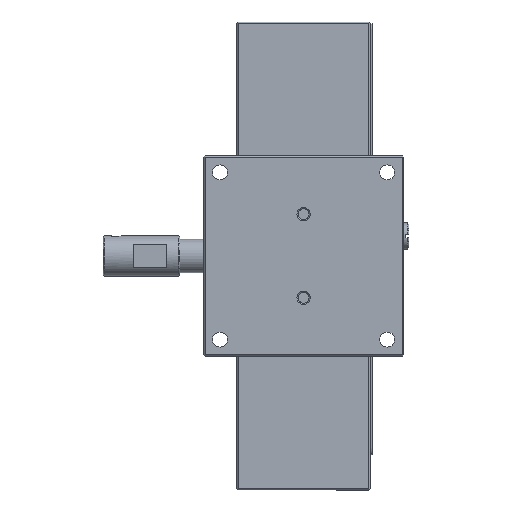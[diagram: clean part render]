
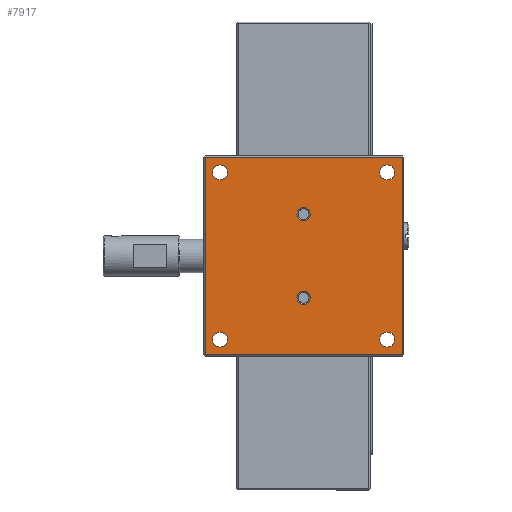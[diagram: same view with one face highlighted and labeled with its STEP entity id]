
A CAD part, front view. The second image highlights one B-rep face of the part: STEP entity #7917.
In plain terms, the highlighted planar face has unit normal (0, -1, 0).
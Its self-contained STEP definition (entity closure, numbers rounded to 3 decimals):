
#9 = EDGE_CURVE ( 'NONE', #7635, #7635, #548, .T. ) ;
#31 = ORIENTED_EDGE ( 'NONE', *, *, #9, .F. ) ;
#34 = ORIENTED_EDGE ( 'NONE', *, *, #2002, .F. ) ;
#240 = DIRECTION ( 'NONE',  ( 0., -1., 0. ) ) ;
#270 = CIRCLE ( 'NONE', #2748, 2.25 ) ;
#291 = CARTESIAN_POINT ( 'NONE',  ( -25., -8., -25. ) ) ;
#376 = DIRECTION ( 'NONE',  ( 0., 0., -1. ) ) ;
#396 = CIRCLE ( 'NONE', #4749, 2. ) ;
#432 = VERTEX_POINT ( 'NONE', #5967 ) ;
#523 = CARTESIAN_POINT ( 'NONE',  ( 29.5, -8., 29.5 ) ) ;
#548 = CIRCLE ( 'NONE', #1855, 2. ) ;
#670 = FACE_BOUND ( 'NONE', #2550, .T. ) ;
#713 = DIRECTION ( 'NONE',  ( 0., 0., -1. ) ) ;
#769 = ORIENTED_EDGE ( 'NONE', *, *, #5726, .F. ) ;
#952 = DIRECTION ( 'NONE',  ( 0., 0., -1. ) ) ;
#957 = VERTEX_POINT ( 'NONE', #5007 ) ;
#1043 = DIRECTION ( 'NONE',  ( 0., -1., 0. ) ) ;
#1198 = EDGE_LOOP ( 'NONE', ( #34 ) ) ;
#1232 = DIRECTION ( 'NONE',  ( 0., 0., -1. ) ) ;
#1237 = ORIENTED_EDGE ( 'NONE', *, *, #1379, .F. ) ;
#1342 = EDGE_CURVE ( 'NONE', #432, #5622, #5539, .T. ) ;
#1379 = EDGE_CURVE ( 'NONE', #957, #957, #8149, .T. ) ;
#1456 = VERTEX_POINT ( 'NONE', #4225 ) ;
#1532 = EDGE_LOOP ( 'NONE', ( #1237 ) ) ;
#1626 = VECTOR ( 'NONE', #6123, 1000. ) ;
#1689 = VERTEX_POINT ( 'NONE', #2324 ) ;
#1737 = CARTESIAN_POINT ( 'NONE',  ( -29.5, -8., -29.5 ) ) ;
#1742 = EDGE_CURVE ( 'NONE', #5622, #4252, #8656, .T. ) ;
#1783 = LINE ( 'NONE', #5052, #8117 ) ;
#1808 = ORIENTED_EDGE ( 'NONE', *, *, #8745, .F. ) ;
#1817 = EDGE_LOOP ( 'NONE', ( #769, #3746, #2303, #6439 ) ) ;
#1852 = DIRECTION ( 'NONE',  ( 0., 0., 1. ) ) ;
#1855 = AXIS2_PLACEMENT_3D ( 'NONE', #8714, #1043, #952 ) ;
#2002 = EDGE_CURVE ( 'NONE', #1689, #1689, #396, .T. ) ;
#2021 = CARTESIAN_POINT ( 'NONE',  ( 29.5, -8., 0. ) ) ;
#2044 = DIRECTION ( 'NONE',  ( 0., -1., 0. ) ) ;
#2072 = CIRCLE ( 'NONE', #6129, 2.25 ) ;
#2083 = PLANE ( 'NONE',  #4825 ) ;
#2111 = VECTOR ( 'NONE', #1852, 1000. ) ;
#2132 = CARTESIAN_POINT ( 'NONE',  ( -25., -8., 25. ) ) ;
#2303 = ORIENTED_EDGE ( 'NONE', *, *, #1342, .F. ) ;
#2324 = CARTESIAN_POINT ( 'NONE',  ( 0., -8., 10.5 ) ) ;
#2426 = DIRECTION ( 'NONE',  ( 0., 0., -1. ) ) ;
#2497 = CARTESIAN_POINT ( 'NONE',  ( -29.5, -8., 0. ) ) ;
#2550 = EDGE_LOOP ( 'NONE', ( #1808 ) ) ;
#2629 = CARTESIAN_POINT ( 'NONE',  ( -29.5, -8., 29.5 ) ) ;
#2716 = CARTESIAN_POINT ( 'NONE',  ( 25., -8., -25. ) ) ;
#2748 = AXIS2_PLACEMENT_3D ( 'NONE', #291, #4464, #2426 ) ;
#2817 = FACE_BOUND ( 'NONE', #6369, .T. ) ;
#2903 = FACE_OUTER_BOUND ( 'NONE', #1817, .T. ) ;
#3229 = AXIS2_PLACEMENT_3D ( 'NONE', #2132, #2044, #8975 ) ;
#3352 = VERTEX_POINT ( 'NONE', #7473 ) ;
#3437 = FACE_BOUND ( 'NONE', #1198, .T. ) ;
#3458 = CIRCLE ( 'NONE', #8524, 2.25 ) ;
#3746 = ORIENTED_EDGE ( 'NONE', *, *, #1742, .F. ) ;
#4026 = DIRECTION ( 'NONE',  ( 0., -1., 0. ) ) ;
#4215 = FACE_BOUND ( 'NONE', #8651, .T. ) ;
#4225 = CARTESIAN_POINT ( 'NONE',  ( 25., -8., -27.25 ) ) ;
#4252 = VERTEX_POINT ( 'NONE', #2629 ) ;
#4365 = DIRECTION ( 'NONE',  ( 1., 0., 0. ) ) ;
#4370 = CARTESIAN_POINT ( 'NONE',  ( 0., -8., 12.5 ) ) ;
#4398 = EDGE_CURVE ( 'NONE', #8104, #432, #6827, .T. ) ;
#4464 = DIRECTION ( 'NONE',  ( 0., -1., 0. ) ) ;
#4517 = ORIENTED_EDGE ( 'NONE', *, *, #5181, .F. ) ;
#4749 = AXIS2_PLACEMENT_3D ( 'NONE', #4370, #240, #376 ) ;
#4800 = DIRECTION ( 'NONE',  ( 0., 0., -1. ) ) ;
#4825 = AXIS2_PLACEMENT_3D ( 'NONE', #5663, #8428, #7662 ) ;
#4900 = FACE_BOUND ( 'NONE', #1532, .T. ) ;
#4987 = EDGE_CURVE ( 'NONE', #1456, #1456, #3458, .T. ) ;
#5007 = CARTESIAN_POINT ( 'NONE',  ( -25., -8., 22.75 ) ) ;
#5052 = CARTESIAN_POINT ( 'NONE',  ( 0., -8., 29.5 ) ) ;
#5158 = ORIENTED_EDGE ( 'NONE', *, *, #4987, .F. ) ;
#5181 = EDGE_CURVE ( 'NONE', #5709, #5709, #270, .T. ) ;
#5539 = LINE ( 'NONE', #8256, #1626 ) ;
#5594 = CARTESIAN_POINT ( 'NONE',  ( 0., -8., -14.5 ) ) ;
#5622 = VERTEX_POINT ( 'NONE', #1737 ) ;
#5663 = CARTESIAN_POINT ( 'NONE',  ( 0., -8., 0. ) ) ;
#5709 = VERTEX_POINT ( 'NONE', #5750 ) ;
#5726 = EDGE_CURVE ( 'NONE', #4252, #8104, #1783, .T. ) ;
#5750 = CARTESIAN_POINT ( 'NONE',  ( -25., -8., -27.25 ) ) ;
#5822 = CARTESIAN_POINT ( 'NONE',  ( 25., -8., 25. ) ) ;
#5967 = CARTESIAN_POINT ( 'NONE',  ( 29.5, -8., -29.5 ) ) ;
#6001 = DIRECTION ( 'NONE',  ( 0., -1., 0. ) ) ;
#6123 = DIRECTION ( 'NONE',  ( -1., 0., 0. ) ) ;
#6129 = AXIS2_PLACEMENT_3D ( 'NONE', #5822, #6001, #1232 ) ;
#6216 = EDGE_LOOP ( 'NONE', ( #4517 ) ) ;
#6369 = EDGE_LOOP ( 'NONE', ( #5158 ) ) ;
#6439 = ORIENTED_EDGE ( 'NONE', *, *, #4398, .F. ) ;
#6727 = VECTOR ( 'NONE', #4800, 1000. ) ;
#6827 = LINE ( 'NONE', #2021, #6727 ) ;
#7473 = CARTESIAN_POINT ( 'NONE',  ( 25., -8., 22.75 ) ) ;
#7635 = VERTEX_POINT ( 'NONE', #5594 ) ;
#7662 = DIRECTION ( 'NONE',  ( 0., 0., 1. ) ) ;
#7917 = ADVANCED_FACE ( 'NONE', ( #2817, #670, #8295, #4900, #4215, #3437, #2903 ), #2083, .F. ) ;
#8104 = VERTEX_POINT ( 'NONE', #523 ) ;
#8117 = VECTOR ( 'NONE', #4365, 1000. ) ;
#8149 = CIRCLE ( 'NONE', #3229, 2.25 ) ;
#8256 = CARTESIAN_POINT ( 'NONE',  ( 0., -8., -29.5 ) ) ;
#8295 = FACE_BOUND ( 'NONE', #6216, .T. ) ;
#8428 = DIRECTION ( 'NONE',  ( 0., 1., 0. ) ) ;
#8524 = AXIS2_PLACEMENT_3D ( 'NONE', #2716, #4026, #713 ) ;
#8651 = EDGE_LOOP ( 'NONE', ( #31 ) ) ;
#8656 = LINE ( 'NONE', #2497, #2111 ) ;
#8714 = CARTESIAN_POINT ( 'NONE',  ( 0., -8., -12.5 ) ) ;
#8745 = EDGE_CURVE ( 'NONE', #3352, #3352, #2072, .T. ) ;
#8975 = DIRECTION ( 'NONE',  ( 0., 0., -1. ) ) ;
